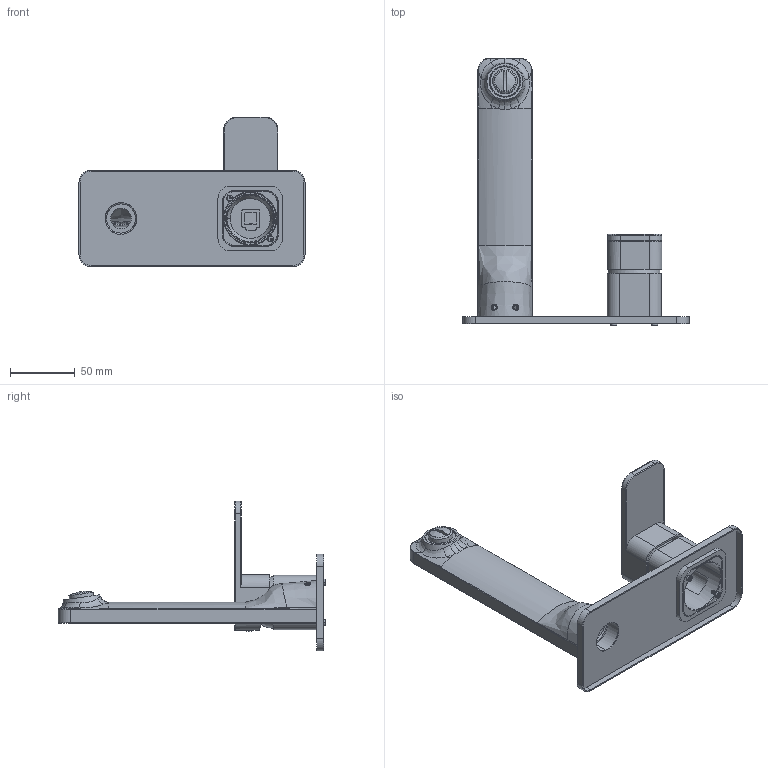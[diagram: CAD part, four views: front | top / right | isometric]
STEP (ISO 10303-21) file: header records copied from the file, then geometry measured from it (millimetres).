
FILE_DESCRIPTION((''),'2;1');
FILE_NAME('1E7018CP_ASM_ASM','2023-06-17T',('Administrator'),(''),'PRO/ENGINEER BY PARAMETRIC TECHNOLOGY CORPORATION, 2010280','PRO/ENGINEER BY PARAMETRIC TECHNOLOGY CORPORATION, 2010280','');
FILE_SCHEMA(('CONFIG_CONTROL_DESIGN'));
Length unit declared in the file: millimetre
Products named in the file (12): 2E7006-31CP_17; 3ZS1004_2; 2A1018-21CP_18; 2E7018-32CP_13; 2E7018-31CP_21; 2E7018-33NT_4; 2E7006-33NT_4; 3LS1001NT_3; 3ZS1006NT_3; 3WZ1004_2; 1E7018CP_ASM_11_ASM; 1E7018CP_ASM_ASM
Assembly tree (12 placements, depth 3):
  1E7018CP_ASM_ASM
    1E7018CP_ASM_11_ASM
      2E7006-31CP_17
      3ZS1004_2
      2A1018-21CP_18
      2E7018-32CP_13
      2E7018-31CP_21
      2E7018-33NT_4  x2
      2E7006-33NT_4
      3LS1001NT_3
      3ZS1006NT_3
      3WZ1004_2
Bounding box: 175 x 207 x 116 mm (x, y, z)
Volume: 110001.8 mm3; surface area: 109873.1 mm2
Topology: 11 solids, 11 shells, 618 faces, 1657 edges, 1079 vertices
Faces by surface type: cylinder 240, plane 207, bspline 97, torus 36, cone 34, sphere 4
Entity records: 30412 total; most frequent: CARTESIAN_POINT 16332, ORIENTED_EDGE 3074, DIRECTION 2642, EDGE_CURVE 1537, VERTEX_POINT 1002, AXIS2_PLACEMENT_3D 964, VECTOR 714, LINE 714
